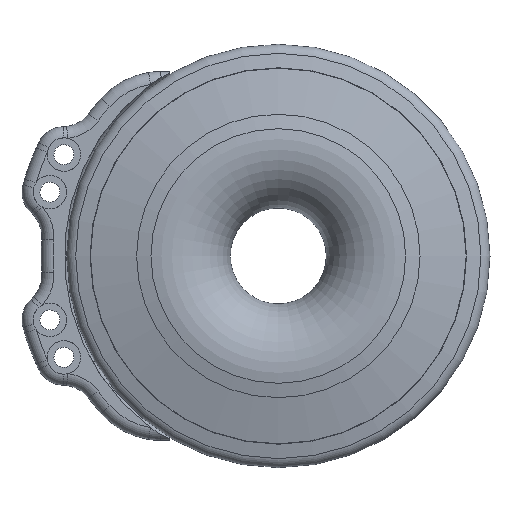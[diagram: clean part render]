
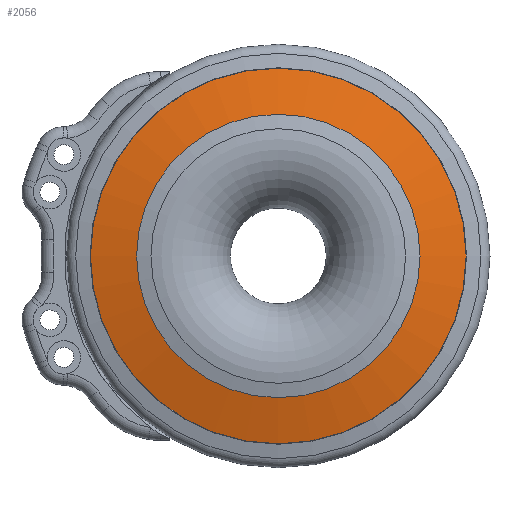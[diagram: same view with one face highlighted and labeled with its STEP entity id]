
A CAD part, left-side view. The second image highlights one B-rep face of the part: STEP entity #2056.
In plain terms, the highlighted conical face has half-angle 76 degrees and reference radius 20.601 mm.
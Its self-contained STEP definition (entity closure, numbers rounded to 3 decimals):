
#19=CONICAL_SURFACE('',#2389,20.601,1.326);
#107=LINE('',#3972,#164);
#164=VECTOR('',#3094,20.601);
#371=FACE_OUTER_BOUND('',#511,.T.);
#511=EDGE_LOOP('',(#1797,#1798,#1799,#1800));
#709=CIRCLE('',#2390,23.512);
#710=CIRCLE('',#2391,17.69);
#906=VERTEX_POINT('',#3969);
#907=VERTEX_POINT('',#3971);
#1206=EDGE_CURVE('',#906,#906,#709,.T.);
#1207=EDGE_CURVE('',#906,#907,#107,.T.);
#1208=EDGE_CURVE('',#907,#907,#710,.T.);
#1797=ORIENTED_EDGE('',*,*,#1206,.T.);
#1798=ORIENTED_EDGE('',*,*,#1207,.T.);
#1799=ORIENTED_EDGE('',*,*,#1208,.F.);
#1800=ORIENTED_EDGE('',*,*,#1207,.F.);
#2056=ADVANCED_FACE('',(#371),#19,.T.);
#2389=AXIS2_PLACEMENT_3D('',#3968,#3090,#3091);
#2390=AXIS2_PLACEMENT_3D('',#3970,#3092,#3093);
#2391=AXIS2_PLACEMENT_3D('',#3973,#3095,#3096);
#3090=DIRECTION('center_axis',(1.,0.,0.));
#3091=DIRECTION('ref_axis',(0.,1.,0.));
#3092=DIRECTION('center_axis',(-1.,0.,0.));
#3093=DIRECTION('ref_axis',(0.,0.,-1.));
#3094=DIRECTION('',(-0.242,0.97,0.));
#3095=DIRECTION('center_axis',(-1.,0.,0.));
#3096=DIRECTION('ref_axis',(0.,0.,-1.));
#3968=CARTESIAN_POINT('Origin',(-9.937,0.,
0.));
#3969=CARTESIAN_POINT('',(-9.211,-23.512,0.));
#3970=CARTESIAN_POINT('Origin',(-9.211,0.,0.));
#3971=CARTESIAN_POINT('',(-10.662,-17.69,0.));
#3972=CARTESIAN_POINT('',(-9.937,-20.601,0.));
#3973=CARTESIAN_POINT('Origin',(-10.662,0.,
0.));
